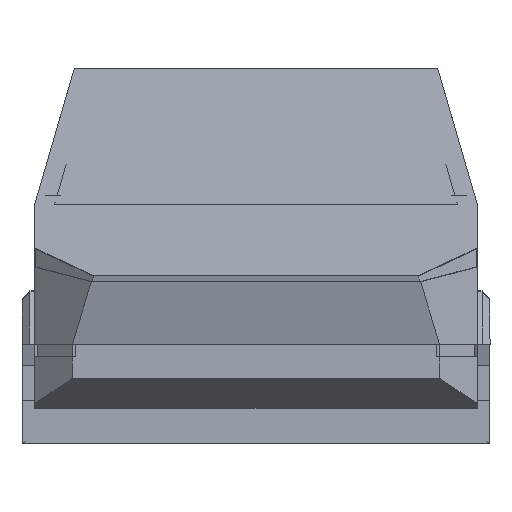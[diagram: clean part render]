
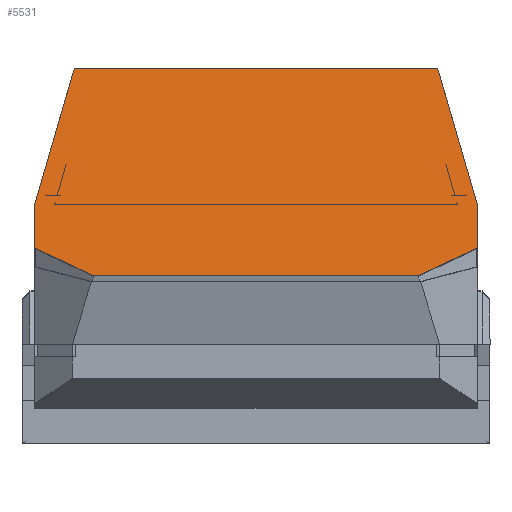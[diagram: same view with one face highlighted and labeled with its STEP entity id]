
A CAD part, front view. The second image highlights one B-rep face of the part: STEP entity #5531.
In plain terms, the highlighted face is planar.
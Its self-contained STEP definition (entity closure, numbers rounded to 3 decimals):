
#292=FACE_OUTER_BOUND('',#588,.T.);
#588=EDGE_LOOP('',(#4760,#4761,#4762,#4763,#4764,#4765,#4766,#4767));
#845=LINE('',#7671,#1621);
#891=LINE('',#7766,#1667);
#1073=LINE('',#8120,#1849);
#1081=LINE('',#8135,#1857);
#1087=LINE('',#8147,#1863);
#1209=LINE('',#8392,#1985);
#1286=LINE('',#8547,#2062);
#1299=LINE('',#8573,#2075);
#1621=VECTOR('',#6192,17.352);
#1667=VECTOR('',#6254,17.352);
#1849=VECTOR('',#6554,15.419);
#1857=VECTOR('',#6572,60.616);
#1863=VECTOR('',#6584,15.419);
#1985=VECTOR('',#6846,54.779);
#2062=VECTOR('',#7019,54.779);
#2075=VECTOR('',#7046,67.622);
#2350=VERTEX_POINT('',#7668);
#2351=VERTEX_POINT('',#7670);
#2391=VERTEX_POINT('',#7763);
#2392=VERTEX_POINT('',#7765);
#2498=VERTEX_POINT('',#8077);
#2505=VERTEX_POINT('',#8119);
#2563=VERTEX_POINT('',#8391);
#2593=VERTEX_POINT('',#8545);
#2884=EDGE_CURVE('',#2350,#2351,#845,.T.);
#2930=EDGE_CURVE('',#2392,#2391,#891,.T.);
#3112=EDGE_CURVE('',#2351,#2505,#1073,.T.);
#3120=EDGE_CURVE('',#2505,#2498,#1081,.T.);
#3126=EDGE_CURVE('',#2498,#2391,#1087,.T.);
#3248=EDGE_CURVE('',#2563,#2392,#1209,.T.);
#3325=EDGE_CURVE('',#2350,#2593,#1286,.T.);
#3338=EDGE_CURVE('',#2593,#2563,#1299,.T.);
#4760=ORIENTED_EDGE('',*,*,#3126,.F.);
#4761=ORIENTED_EDGE('',*,*,#3120,.F.);
#4762=ORIENTED_EDGE('',*,*,#3112,.F.);
#4763=ORIENTED_EDGE('',*,*,#2884,.F.);
#4764=ORIENTED_EDGE('',*,*,#3325,.T.);
#4765=ORIENTED_EDGE('',*,*,#3338,.T.);
#4766=ORIENTED_EDGE('',*,*,#3248,.T.);
#4767=ORIENTED_EDGE('',*,*,#2930,.T.);
#5243=PLANE('',#5834);
#5531=ADVANCED_FACE('',(#292),#5243,.T.);
#5834=AXIS2_PLACEMENT_3D('',#8572,#7044,#7045);
#6192=DIRECTION('',(-0.884,-0.467,0.));
#6254=DIRECTION('',(-0.884,-0.467,0.));
#6554=DIRECTION('',(-0.626,-0.331,-0.706));
#6572=DIRECTION('',(0.,0.,-1.));
#6584=DIRECTION('',(0.626,0.331,-0.706));
#6846=DIRECTION('',(-0.876,-0.463,-0.135));
#7019=DIRECTION('',(0.876,0.463,-0.135));
#7044=DIRECTION('center_axis',(-0.467,0.884,0.));
#7045=DIRECTION('ref_axis',(0.,0.,1.));
#7046=DIRECTION('',(0.,0.,-1.));
#7668=CARTESIAN_POINT('',(-137.688,32.294,65.082));
#7670=CARTESIAN_POINT('',(-153.027,24.184,65.082));
#7671=CARTESIAN_POINT('',(-137.688,32.294,65.082));
#7763=CARTESIAN_POINT('',(-153.027,24.184,-17.306));
#7765=CARTESIAN_POINT('',(-137.688,32.294,-17.306));
#7766=CARTESIAN_POINT('',(-137.688,32.294,-17.306));
#8077=CARTESIAN_POINT('',(-162.68,19.08,-6.42));
#8119=CARTESIAN_POINT('',(-162.68,19.08,54.196));
#8120=CARTESIAN_POINT('',(-153.027,24.184,65.082));
#8135=CARTESIAN_POINT('',(-162.68,19.08,54.196));
#8147=CARTESIAN_POINT('',(-162.68,19.08,-6.42));
#8391=CARTESIAN_POINT('',(-89.703,57.665,-9.923));
#8392=CARTESIAN_POINT('',(-89.703,57.665,-9.923));
#8545=CARTESIAN_POINT('',(-89.703,57.665,57.699));
#8547=CARTESIAN_POINT('',(-137.688,32.294,65.082));
#8572=CARTESIAN_POINT('Origin',(-91.762,56.576,23.888));
#8573=CARTESIAN_POINT('',(-89.703,57.665,57.699));
